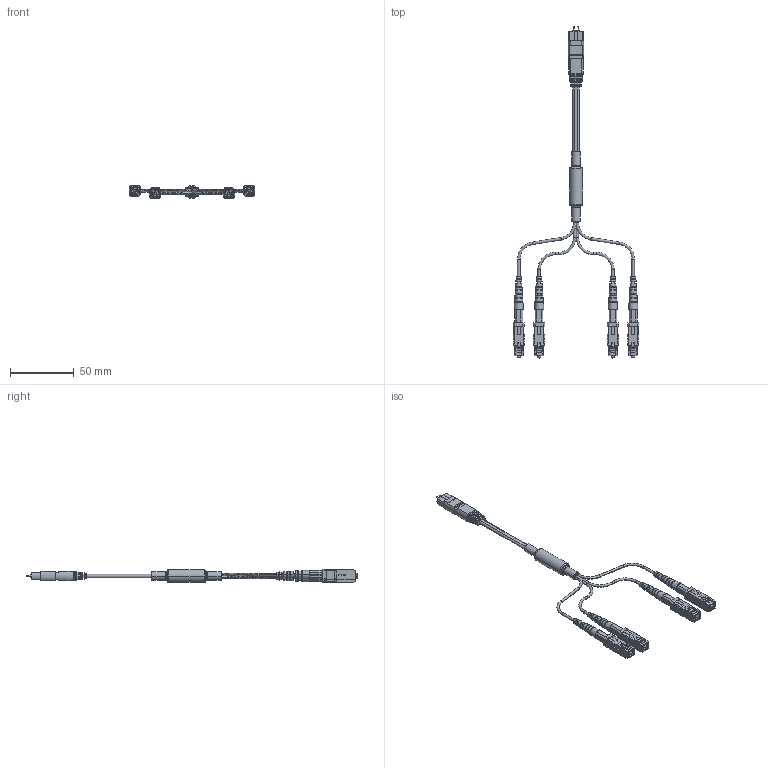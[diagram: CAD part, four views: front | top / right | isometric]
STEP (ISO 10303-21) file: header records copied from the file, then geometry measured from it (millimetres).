
FILE_DESCRIPTION (( 'STEP AP214' ), '1' );
FILE_NAME ('MTPM06-SC.STEP', '2013-03-07T20:52:20', ( 'x' ), ( '' ), 'SwSTEP 2.0', 'SolidWorks 2012', '' );
FILE_SCHEMA (( 'AUTOMOTIVE_DESIGN' ));
Length unit declared in the file: inch
Products named in the file (12): FOC-101BA; FOC-101BA MA3; FOC-101BA MA4; FOC-101BA MA1; FOC-101BA MA2; MTPM06-MA1_Male; MTPM06-ST-MA4_2mm Diameter; MTPM06-ST-MA3_2mm Diameter; 3AB04-002; MTPM06-ST-MA1; MTPM06-ST-MA2_ROUND; MTPM06-SC
Assembly tree (16 placements, depth 3):
  MTPM06-SC
    MTPM06-MA1_Male
      MTPM06-ST-MA2_ROUND
      MTPM06-ST-MA1
      3AB04-002
      MTPM06-ST-MA3_2mm Diameter  x2
      MTPM06-ST-MA4_2mm Diameter  x2
    FOC-101BA  x4
      FOC-101BA MA2
      FOC-101BA MA1
      FOC-101BA MA4
      FOC-101BA MA3
Bounding box: 98.77 x 260.65 x 10.89 mm (x, y, z)
Volume: 14563.8 mm3; surface area: 21960.5 mm2
Topology: 23 solids, 23 shells, 1266 faces, 3558 edges, 2320 vertices
Faces by surface type: plane 1044, cylinder 138, cone 48, torus 36
Entity records: 15874 total; most frequent: CARTESIAN_POINT 2808, ORIENTED_EDGE 2306, DIRECTION 2259, EDGE_CURVE 1153, LINE 781, VECTOR 781, VERTEX_POINT 748, AXIS2_PLACEMENT_3D 739
